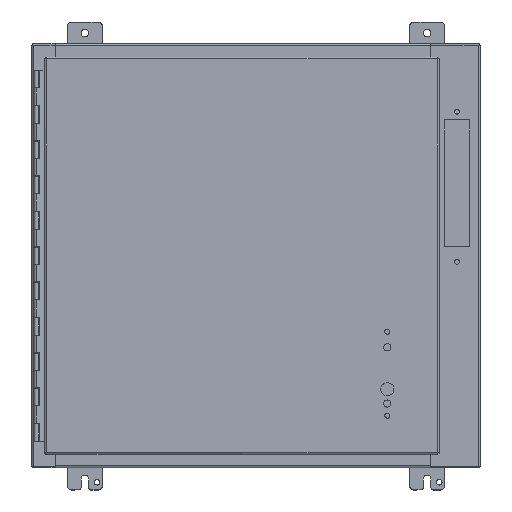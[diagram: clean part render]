
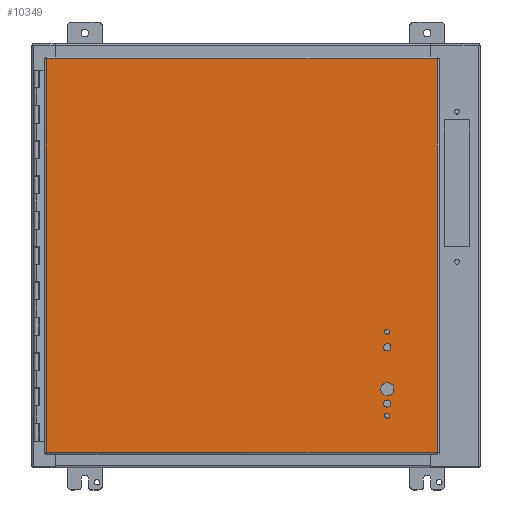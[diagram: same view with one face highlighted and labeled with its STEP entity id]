
A CAD part, top view. The second image highlights one B-rep face of the part: STEP entity #10349.
In plain terms, the highlighted planar face has unit normal (0, 0, 1).
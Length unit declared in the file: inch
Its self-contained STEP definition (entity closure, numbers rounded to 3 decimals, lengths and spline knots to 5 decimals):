
#301=FACE_BOUND($,#1957,.T.);
#302=FACE_BOUND($,#1958,.T.);
#303=FACE_BOUND($,#1959,.T.);
#304=FACE_BOUND($,#1960,.T.);
#305=FACE_BOUND($,#1961,.T.);
#306=FACE_BOUND($,#1962,.T.);
#632=CIRCLE($,#11176,0.375);
#634=CIRCLE($,#11179,0.203);
#636=CIRCLE($,#11182,0.203);
#638=CIRCLE($,#11185,0.1405);
#640=CIRCLE($,#11188,0.1405);
#1957=EDGE_LOOP($,(#8704));
#1958=EDGE_LOOP($,(#8705));
#1959=EDGE_LOOP($,(#8706));
#1960=EDGE_LOOP($,(#8707));
#1961=EDGE_LOOP($,(#8708));
#1962=EDGE_LOOP($,(#8709,#8710,#8711,#8712));
#2884=LINE($,#16924,#3849);
#2900=LINE($,#17026,#3865);
#2915=LINE($,#17126,#3880);
#2923=LINE($,#17210,#3888);
#3849=VECTOR($,#13675,22.2895);
#3865=VECTOR($,#13705,22.13325);
#3880=VECTOR($,#13734,22.2895);
#3888=VECTOR($,#13752,22.13325);
#4757=VERTEX_POINT($,#16850);
#4759=VERTEX_POINT($,#16855);
#4761=VERTEX_POINT($,#16860);
#4763=VERTEX_POINT($,#16865);
#4765=VERTEX_POINT($,#16870);
#4782=VERTEX_POINT($,#16915);
#4783=VERTEX_POINT($,#16923);
#4794=VERTEX_POINT($,#17018);
#4804=VERTEX_POINT($,#17118);
#6044=EDGE_CURVE($,#4757,#4757,#632,.T.);
#6046=EDGE_CURVE($,#4759,#4759,#634,.T.);
#6048=EDGE_CURVE($,#4761,#4761,#636,.T.);
#6050=EDGE_CURVE($,#4763,#4763,#638,.T.);
#6052=EDGE_CURVE($,#4765,#4765,#640,.T.);
#6074=EDGE_CURVE($,#4783,#4782,#2884,.T.);
#6094=EDGE_CURVE($,#4782,#4794,#2900,.T.);
#6113=EDGE_CURVE($,#4794,#4804,#2915,.T.);
#6125=EDGE_CURVE($,#4804,#4783,#2923,.T.);
#8704=ORIENTED_EDGE($,*,*,#6044,.T.);
#8705=ORIENTED_EDGE($,*,*,#6046,.T.);
#8706=ORIENTED_EDGE($,*,*,#6048,.T.);
#8707=ORIENTED_EDGE($,*,*,#6050,.T.);
#8708=ORIENTED_EDGE($,*,*,#6052,.T.);
#8709=ORIENTED_EDGE($,*,*,#6074,.T.);
#8710=ORIENTED_EDGE($,*,*,#6094,.T.);
#8711=ORIENTED_EDGE($,*,*,#6113,.T.);
#8712=ORIENTED_EDGE($,*,*,#6125,.T.);
#9374=PLANE($,#11221);
#10349=ADVANCED_FACE($,(#301,#302,#303,#304,#305,#306),#9374,.T.);
#11176=AXIS2_PLACEMENT_3D($,#16851,#13615,#13616);
#11179=AXIS2_PLACEMENT_3D($,#16856,#13621,#13622);
#11182=AXIS2_PLACEMENT_3D($,#16861,#13627,#13628);
#11185=AXIS2_PLACEMENT_3D($,#16866,#13633,#13634);
#11188=AXIS2_PLACEMENT_3D($,#16871,#13639,#13640);
#11221=AXIS2_PLACEMENT_3D($,#17296,#13777,#13778);
#13615=DIRECTION('center_axis',(0.,0.,-1.));
#13616=DIRECTION('ref_axis',(-1.,0.,0.));
#13621=DIRECTION('center_axis',(0.,0.,-1.));
#13622=DIRECTION('ref_axis',(-1.,0.,0.));
#13627=DIRECTION('center_axis',(0.,0.,-1.));
#13628=DIRECTION('ref_axis',(-1.,0.,0.));
#13633=DIRECTION('center_axis',(0.,0.,-1.));
#13634=DIRECTION('ref_axis',(-1.,0.,0.));
#13639=DIRECTION('center_axis',(0.,0.,-1.));
#13640=DIRECTION('ref_axis',(-1.,0.,0.));
#13675=DIRECTION($,(0.,1.,0.));
#13705=DIRECTION($,(-1.,0.,0.));
#13734=DIRECTION($,(0.,-1.,0.));
#13752=DIRECTION($,(1.,0.,0.));
#13777=DIRECTION('center_axis',(0.,0.,1.));
#13778=DIRECTION('ref_axis',(1.,0.,0.));
#16850=CARTESIAN_POINT('',(19.78075,3.688,0.074));
#16851=CARTESIAN_POINT('Origin',(19.40575,3.688,0.074));
#16855=CARTESIAN_POINT('',(19.60875,6.063,0.074));
#16856=CARTESIAN_POINT('Origin',(19.40575,6.063,0.074));
#16860=CARTESIAN_POINT('',(19.60875,2.875,0.074));
#16861=CARTESIAN_POINT('Origin',(19.40575,2.875,0.074));
#16865=CARTESIAN_POINT('',(19.54625,6.938,0.074));
#16866=CARTESIAN_POINT('Origin',(19.40575,6.938,0.074));
#16870=CARTESIAN_POINT('',(19.54625,2.188,0.074));
#16871=CARTESIAN_POINT('Origin',(19.40575,2.188,0.074));
#16915=CARTESIAN_POINT('',(22.2385,22.39475,0.074));
#16923=CARTESIAN_POINT('',(22.2385,0.10525,0.074));
#16924=CARTESIAN_POINT($,(22.2385,5.67763,0.074));
#17018=CARTESIAN_POINT('',(0.10525,22.39475,0.074));
#17026=CARTESIAN_POINT($,(16.70519,22.39475,0.074));
#17118=CARTESIAN_POINT('',(0.10525,0.10525,0.074));
#17126=CARTESIAN_POINT($,(0.10525,16.82238,0.074));
#17210=CARTESIAN_POINT($,(5.63856,0.10525,0.074));
#17296=CARTESIAN_POINT('Origin',(11.17188,11.25,0.074));
